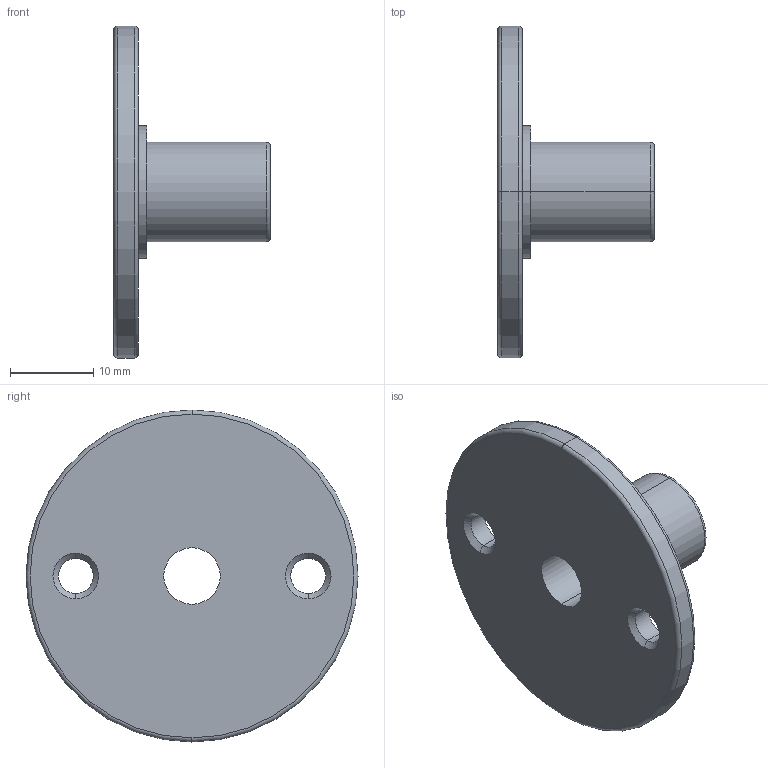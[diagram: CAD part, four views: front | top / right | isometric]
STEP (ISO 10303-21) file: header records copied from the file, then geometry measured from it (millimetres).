
FILE_DESCRIPTION (( 'STEP AP214' ), '1' );
FILE_NAME ('7202-8-012.STEP', '2019-03-27T17:05:32', ( '' ), ( '' ), 'SwSTEP 2.0', 'SolidWorks 2018', '' );
FILE_SCHEMA (( 'AUTOMOTIVE_DESIGN' ));
Length unit declared in the file: millimetre
Products named in the file (1): 7202-8-012
Bounding box: 18.9 x 40 x 40 mm (x, y, z)
Volume: 4860.6 mm3; surface area: 3778.5 mm2
Topology: 1 solids, 1 shells, 28 faces, 60 edges, 36 vertices
Faces by surface type: cylinder 12, cone 6, torus 6, plane 4
Entity records: 838 total; most frequent: DIRECTION 160, CARTESIAN_POINT 125, ORIENTED_EDGE 120, AXIS2_PLACEMENT_3D 71, EDGE_CURVE 60, CIRCLE 42, EDGE_LOOP 36, VERTEX_POINT 36
